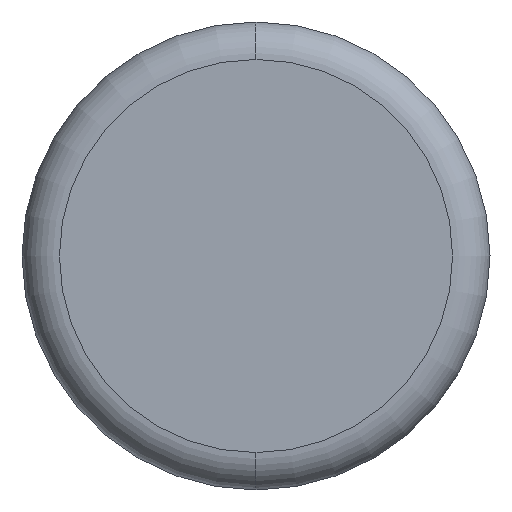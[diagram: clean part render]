
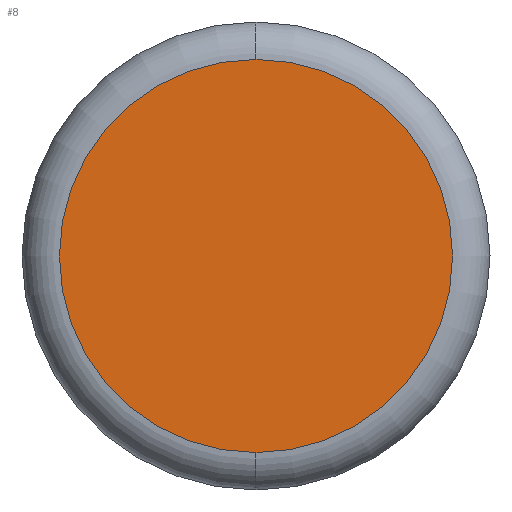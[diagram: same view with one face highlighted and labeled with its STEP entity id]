
A CAD part, front view. The second image highlights one B-rep face of the part: STEP entity #8.
In plain terms, the highlighted planar face has unit normal (0, -1, 0).
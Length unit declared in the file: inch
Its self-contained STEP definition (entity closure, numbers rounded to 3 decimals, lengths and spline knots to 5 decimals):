
#8 = ADVANCED_FACE ( 'NONE', ( #364 ), #399, .T. ) ;
#15 = CARTESIAN_POINT ( 'NONE',  ( 0., 0., 0. ) ) ;
#63 = DIRECTION ( 'NONE',  ( 0., -1., 0. ) ) ;
#66 = DIRECTION ( 'NONE',  ( 0., -1., 0. ) ) ;
#74 = CARTESIAN_POINT ( 'NONE',  ( 0., 0., 0.1575 ) ) ;
#122 = DIRECTION ( 'NONE',  ( 0., -1., 0. ) ) ;
#140 = ORIENTED_EDGE ( 'NONE', *, *, #501, .T. ) ;
#153 = CARTESIAN_POINT ( 'NONE',  ( 0., 0., 0. ) ) ;
#154 = CIRCLE ( 'NONE', #411, 0.1575 ) ;
#185 = DIRECTION ( 'NONE',  ( 0., 0., -1. ) ) ;
#201 = AXIS2_PLACEMENT_3D ( 'NONE', #15, #63, #185 ) ;
#217 = ORIENTED_EDGE ( 'NONE', *, *, #339, .T. ) ;
#240 = AXIS2_PLACEMENT_3D ( 'NONE', #153, #66, #407 ) ;
#245 = CARTESIAN_POINT ( 'NONE',  ( 0., 0., -0.1575 ) ) ;
#259 = EDGE_LOOP ( 'NONE', ( #140, #217 ) ) ;
#339 = EDGE_CURVE ( 'NONE', #537, #520, #509, .T. ) ;
#364 = FACE_OUTER_BOUND ( 'NONE', #259, .T. ) ;
#399 = PLANE ( 'NONE',  #201 ) ;
#407 = DIRECTION ( 'NONE',  ( 0., 0., -1. ) ) ;
#411 = AXIS2_PLACEMENT_3D ( 'NONE', #463, #122, #454 ) ;
#454 = DIRECTION ( 'NONE',  ( 0., 0., -1. ) ) ;
#463 = CARTESIAN_POINT ( 'NONE',  ( 0., 0., 0. ) ) ;
#501 = EDGE_CURVE ( 'NONE', #520, #537, #154, .T. ) ;
#509 = CIRCLE ( 'NONE', #240, 0.1575 ) ;
#520 = VERTEX_POINT ( 'NONE', #245 ) ;
#537 = VERTEX_POINT ( 'NONE', #74 ) ;
